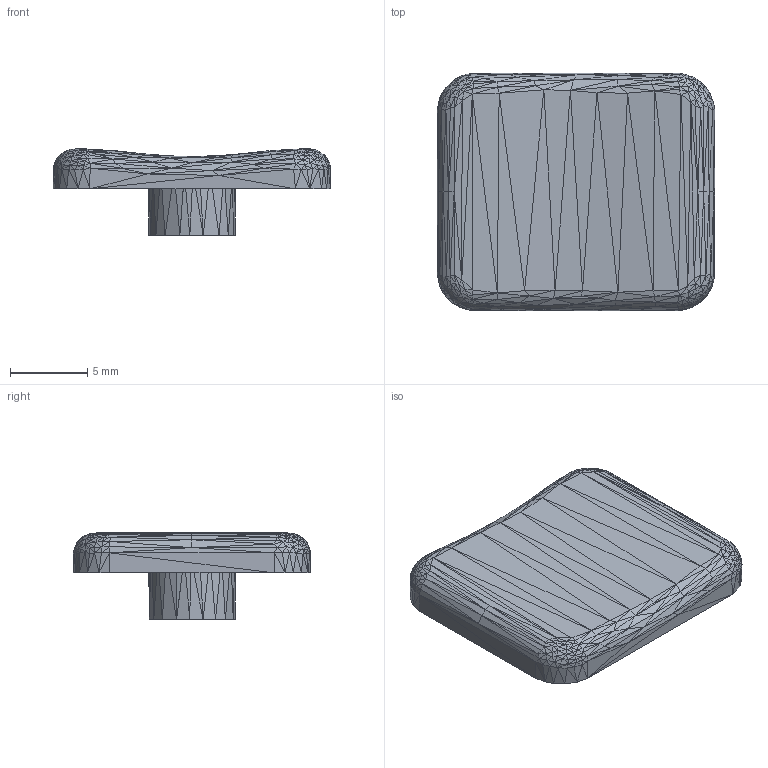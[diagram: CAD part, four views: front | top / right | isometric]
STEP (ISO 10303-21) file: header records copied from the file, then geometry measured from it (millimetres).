
FILE_DESCRIPTION(/* description */ (''),/* implementation_level */ '2;1');
FILE_NAME(/* name */ 'Keycap_MX-CMY-R3.step',/* time_stamp */ '2024-02-13T18:55:25+01:00',/* author */ (''),/* organization */ (''),/* preprocessor_version */ 'ST-DEVELOPER v20',/* originating_system */ 'Autodesk Translation Framework v12.20.1.177',/* authorisation */ '');
FILE_SCHEMA (('AUTOMOTIVE_DESIGN { 1 0 10303 214 3 1 1 }'));
Length unit declared in the file: millimetre
Products named in the file (1): Keycap-CMY-MX-R3
Bounding box: 17.98 x 15.39 x 5.6 mm (x, y, z)
Volume: 475.7 mm3; surface area: 859.2 mm2
Topology: 1 solids, 1 shells, 730 faces, 1095 edges, 367 vertices
Faces by surface type: plane 730
Entity records: 14287 total; most frequent: DIRECTION 2557, CARTESIAN_POINT 2193, ORIENTED_EDGE 2190, LINE 1095, VECTOR 1095, EDGE_CURVE 1095, AXIS2_PLACEMENT_3D 731, FACE_OUTER_BOUND 730
